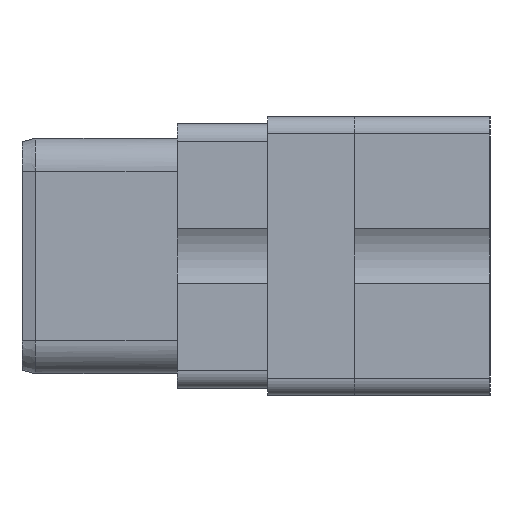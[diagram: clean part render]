
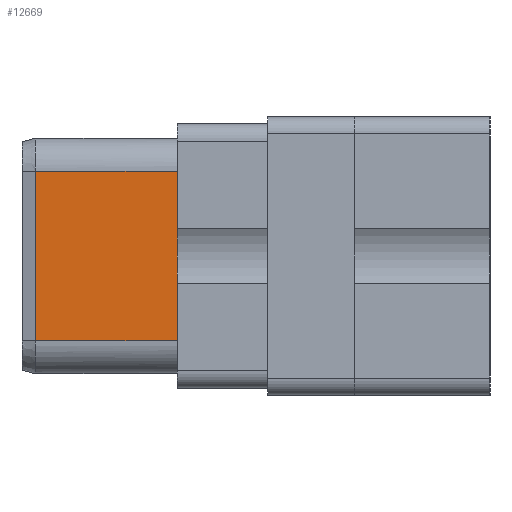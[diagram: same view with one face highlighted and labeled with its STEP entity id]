
A CAD part, left-side view. The second image highlights one B-rep face of the part: STEP entity #12669.
In plain terms, the highlighted planar face has unit normal (-1, 0.011, 0).
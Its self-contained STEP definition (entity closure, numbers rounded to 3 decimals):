
#1027=DIRECTION('',(-0.011,-1.,0.));
#1028=VECTOR('',#1027,8.088);
#1029=CARTESIAN_POINT('',(-36.064,8.088,-4.825));
#1030=LINE('',#1029,#1028);
#1043=CARTESIAN_POINT('',(-36.155,0.,-4.825));
#1045=DIRECTION('',(0.,0.,1.));
#1046=VECTOR('',#1045,9.65);
#1047=CARTESIAN_POINT('',(-36.064,8.088,-4.825));
#1048=LINE('',#1047,#1046);
#1049=DIRECTION('',(-0.011,-1.,0.));
#1050=VECTOR('',#1049,8.088);
#1051=CARTESIAN_POINT('',(-36.064,8.088,4.825));
#1052=LINE('',#1051,#1050);
#1079=CARTESIAN_POINT('',(-36.155,0.,4.825));
#1128=DIRECTION('',(0.,0.,1.));
#1129=VECTOR('',#1128,9.65);
#1130=CARTESIAN_POINT('',(-36.155,0.,-4.825));
#1131=LINE('',#1130,#1129);
#8674=VERTEX_POINT('',#1043);
#8676=VERTEX_POINT('',#1079);
#8693=CARTESIAN_POINT('',(-36.064,8.088,-4.825));
#8694=VERTEX_POINT('',#8693);
#8695=CARTESIAN_POINT('',(-36.064,8.088,4.825));
#8696=VERTEX_POINT('',#8695);
#12656=CARTESIAN_POINT('',(-36.055,8.85,6.705));
#12657=DIRECTION('',(-1.,0.011,0.));
#12658=DIRECTION('',(-0.011,-1.,0.));
#12659=AXIS2_PLACEMENT_3D('',#12656,#12657,#12658);
#12660=PLANE('',#12659);
#12661=ORIENTED_EDGE('',*,*,#12649,.F.);
#12662=ORIENTED_EDGE('',*,*,#12506,.T.);
#12664=ORIENTED_EDGE('',*,*,#12663,.T.);
#12666=ORIENTED_EDGE('',*,*,#12665,.F.);
#12667=EDGE_LOOP('',(#12661,#12662,#12664,#12666));
#12668=FACE_OUTER_BOUND('',#12667,.F.);
#12669=ADVANCED_FACE('',(#12668),#12660,.T.);
#12506=EDGE_CURVE('',#8694,#8696,#1048,.T.);
#12649=EDGE_CURVE('',#8694,#8674,#1030,.T.);
#12663=EDGE_CURVE('',#8696,#8676,#1052,.T.);
#12665=EDGE_CURVE('',#8674,#8676,#1131,.T.);
